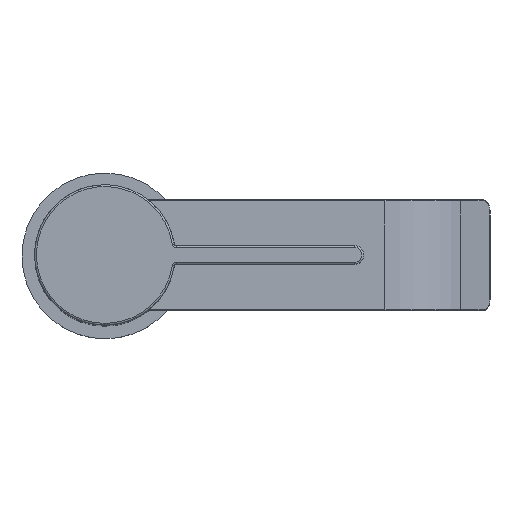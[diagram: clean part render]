
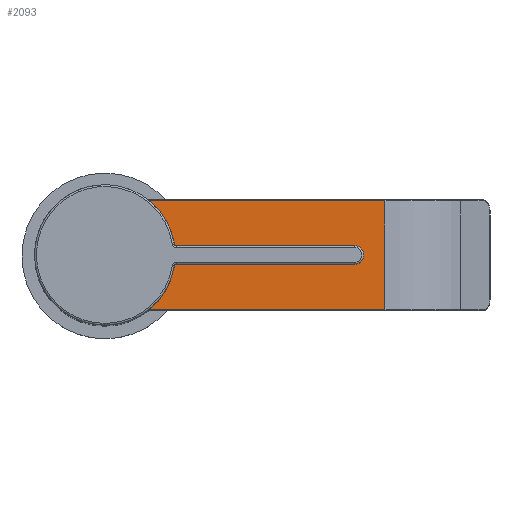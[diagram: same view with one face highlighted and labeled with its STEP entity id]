
A CAD part, top view. The second image highlights one B-rep face of the part: STEP entity #2093.
In plain terms, the highlighted planar face has unit normal (0, 0, 1).
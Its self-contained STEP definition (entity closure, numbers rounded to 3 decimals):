
#95=B_SPLINE_CURVE_WITH_KNOTS('',3,(#8165,#8166,#8167,#8168,#8169,#8170,
#8171,#8172,#8173,#8174,#8175,#8176,#8177,#8178,#8179,#8180,#8181,#8182,
#8183,#8184,#8185,#8186),.UNSPECIFIED.,.F.,.F.,(4,2,2,2,2,2,2,2,2,2,4),
(0.,0.12,0.239,0.475,
0.947,1.692,2.437,2.91,3.146,
3.264,3.378),.UNSPECIFIED.);
#221=LINE('',#8160,#365);
#222=LINE('',#8162,#366);
#223=LINE('',#8164,#367);
#365=VECTOR('',#3026,63.709);
#366=VECTOR('',#3027,29.4);
#367=VECTOR('',#3028,63.709);
#550=FACE_OUTER_BOUND('',#693,.T.);
#693=EDGE_LOOP('',(#1759,#1760,#1761,#1762));
#999=VERTEX_POINT('',#8158);
#1000=VERTEX_POINT('',#8159);
#1001=VERTEX_POINT('',#8161);
#1002=VERTEX_POINT('',#8163);
#1262=EDGE_CURVE('',#999,#1000,#221,.T.);
#1263=EDGE_CURVE('',#1001,#999,#222,.T.);
#1264=EDGE_CURVE('',#1002,#1001,#223,.T.);
#1265=EDGE_CURVE('',#1000,#1002,#95,.T.);
#1759=ORIENTED_EDGE('',*,*,#1262,.F.);
#1760=ORIENTED_EDGE('',*,*,#1263,.F.);
#1761=ORIENTED_EDGE('',*,*,#1264,.F.);
#1762=ORIENTED_EDGE('',*,*,#1265,.F.);
#1988=PLANE('',#2461);
#2093=ADVANCED_FACE('',(#550),#1988,.T.);
#2461=AXIS2_PLACEMENT_3D('',#8157,#3024,#3025);
#3024=DIRECTION('center_axis',(0.,0.,
1.));
#3025=DIRECTION('ref_axis',(0.,-1.,0.));
#3026=DIRECTION('',(-1.,0.,0.));
#3027=DIRECTION('',(0.,-1.,0.));
#3028=DIRECTION('',(1.,0.,0.));
#8157=CARTESIAN_POINT('Origin',(11.662,16.629,123.225));
#8158=CARTESIAN_POINT('',(75.746,-13.071,123.225));
#8159=CARTESIAN_POINT('',(12.038,-13.071,123.225));
#8160=CARTESIAN_POINT('',(75.746,-13.071,123.225));
#8161=CARTESIAN_POINT('',(75.746,16.329,123.225));
#8162=CARTESIAN_POINT('',(75.746,16.329,123.225));
#8163=CARTESIAN_POINT('',(12.038,16.329,123.225));
#8164=CARTESIAN_POINT('',(12.038,16.329,123.225));
#8165=CARTESIAN_POINT('Ctrl Pts',(12.038,-13.071,123.225));
#8166=CARTESIAN_POINT('Ctrl Pts',(12.348,-12.817,123.225));
#8167=CARTESIAN_POINT('Ctrl Pts',(12.636,-12.566,123.225));
#8168=CARTESIAN_POINT('Ctrl Pts',(13.209,-12.034,123.225));
#8169=CARTESIAN_POINT('Ctrl Pts',(13.491,-11.756,123.225));
#8170=CARTESIAN_POINT('Ctrl Pts',(14.302,-10.904,123.225));
#8171=CARTESIAN_POINT('Ctrl Pts',(14.807,-10.303,123.225));
#8172=CARTESIAN_POINT('Ctrl Pts',(16.207,-8.411,123.225));
#8173=CARTESIAN_POINT('Ctrl Pts',(16.981,-7.038,123.225));
#8174=CARTESIAN_POINT('Ctrl Pts',(18.516,-3.297,123.225));
#8175=CARTESIAN_POINT('Ctrl Pts',(19.,-0.846,123.225));
#8176=CARTESIAN_POINT('Ctrl Pts',(19.,4.102,123.225));
#8177=CARTESIAN_POINT('Ctrl Pts',(18.517,6.552,123.225));
#8178=CARTESIAN_POINT('Ctrl Pts',(16.982,10.294,123.225));
#8179=CARTESIAN_POINT('Ctrl Pts',(16.208,11.668,123.225));
#8180=CARTESIAN_POINT('Ctrl Pts',(14.807,13.56,123.225));
#8181=CARTESIAN_POINT('Ctrl Pts',(14.302,14.162,123.225));
#8182=CARTESIAN_POINT('Ctrl Pts',(13.492,15.013,123.225));
#8183=CARTESIAN_POINT('Ctrl Pts',(13.211,15.29,123.225));
#8184=CARTESIAN_POINT('Ctrl Pts',(12.644,15.816,123.225));
#8185=CARTESIAN_POINT('Ctrl Pts',(12.362,16.064,123.225));
#8186=CARTESIAN_POINT('Ctrl Pts',(12.038,16.329,123.225));
